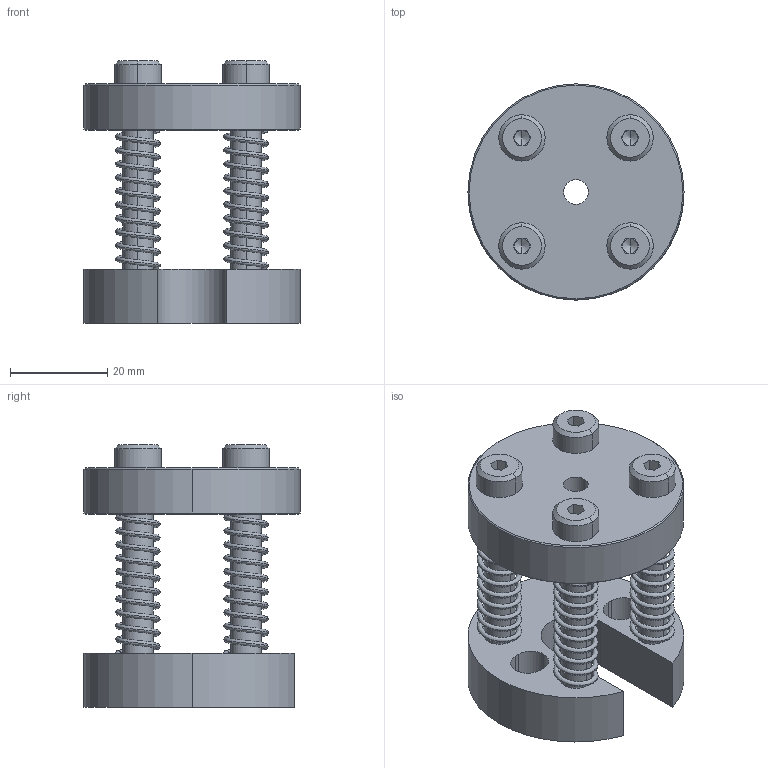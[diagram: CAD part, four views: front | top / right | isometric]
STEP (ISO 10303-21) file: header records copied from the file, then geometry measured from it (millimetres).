
FILE_DESCRIPTION (( 'STEP AP214' ), '1' );
FILE_NAME ('CTSC-034012 (CI31-32, CO31 SPRING MOUNT).STEP', '2025-07-01T18:25:17', ( '' ), ( '' ), 'SwSTEP 2.0', 'SolidWorks 2023', '' );
FILE_SCHEMA (( 'AUTOMOTIVE_DESIGN' ));
Length unit declared in the file: inch
Products named in the file (5): MACH-005521 (PLATE - CI31-32,CO31); CTSC-034012 (CI31-32, CO31 SPRING MOUNT); MACH-004229 (HOLDER - CI31-2,CO31 REV1); HDW-005548 (.25 X 1.5 SHSS)_SHSSCREW 0.25x1.5-N; HDW-005404 (LEE SPRING  LC-042E-12)
Assembly tree (10 placements, depth 2):
  CTSC-034012 (CI31-32, CO31 SPRING MOUNT)
    MACH-005521 (PLATE - CI31-32,CO31)
    MACH-004229 (HOLDER - CI31-2,CO31 REV1)
    HDW-005548 (.25 X 1.5 SHSS)_SHSSCREW 0.25x1.5-N  x4
    HDW-005404 (LEE SPRING  LC-042E-12)  x4
Bounding box: 44.45 x 44.45 x 54 mm (x, y, z)
Volume: 31683.7 mm3; surface area: 18533.8 mm2
Topology: 10 solids, 10 shells, 228 faces, 492 edges, 288 vertices
Faces by surface type: plane 90, cylinder 70, cone 44, torus 16, bspline 8
Entity records: 7644 total; most frequent: CARTESIAN_POINT 5070, DIRECTION 508, ORIENTED_EDGE 416, EDGE_CURVE 208, AXIS2_PLACEMENT_3D 205, VERTEX_POINT 129, EDGE_LOOP 115, CIRCLE 104
